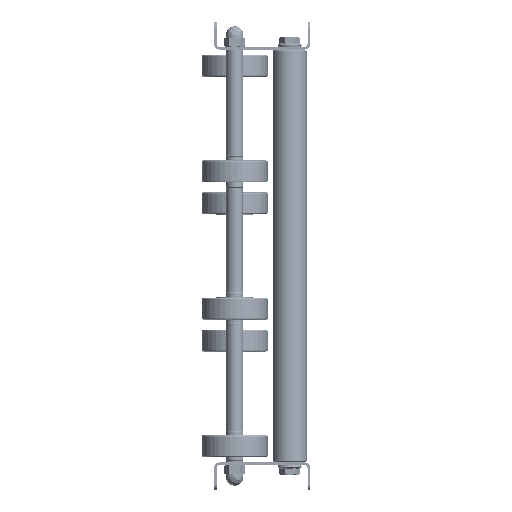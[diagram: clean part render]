
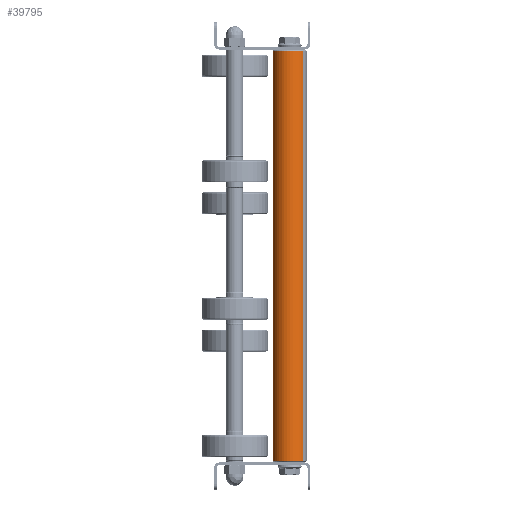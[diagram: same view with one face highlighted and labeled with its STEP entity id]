
A CAD part, left-side view. The second image highlights one B-rep face of the part: STEP entity #39795.
In plain terms, the highlighted cylindrical face has radius 12.5 mm (diameter 25 mm), a partial arc.
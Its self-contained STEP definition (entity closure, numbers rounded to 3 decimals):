
#797 = VECTOR ( 'NONE', #4394, 1000. ) ;
#1160 = DIRECTION ( 'NONE',  ( -1., 0., 0. ) ) ;
#1395 = CARTESIAN_POINT ( 'NONE',  ( 300., 0., 12.5 ) ) ;
#1905 = CARTESIAN_POINT ( 'NONE',  ( 1., 0., -12.5 ) ) ;
#4394 = DIRECTION ( 'NONE',  ( -1., 0., 0. ) ) ;
#5471 = EDGE_CURVE ( 'NONE', #40235, #26537, #30512, .T. ) ;
#7731 = CARTESIAN_POINT ( 'NONE',  ( 300., 0., 0. ) ) ;
#7816 = CARTESIAN_POINT ( 'NONE',  ( 300., 0., -12.5 ) ) ;
#8177 = EDGE_CURVE ( 'NONE', #37664, #26537, #27981, .T. ) ;
#9574 = CIRCLE ( 'NONE', #15042, 12.5 ) ;
#11041 = ORIENTED_EDGE ( 'NONE', *, *, #8177, .T. ) ;
#11142 = FACE_OUTER_BOUND ( 'NONE', #12581, .T. ) ;
#11357 = CYLINDRICAL_SURFACE ( 'NONE', #25638, 12.5 ) ;
#12570 = CARTESIAN_POINT ( 'NONE',  ( 1., 0., 0. ) ) ;
#12581 = EDGE_LOOP ( 'NONE', ( #15695, #21623, #39132, #11041 ) ) ;
#14246 = LINE ( 'NONE', #1395, #797 ) ;
#14353 = CARTESIAN_POINT ( 'NONE',  ( 299., 0., 12.5 ) ) ;
#15009 = EDGE_CURVE ( 'NONE', #27658, #37664, #14246, .T. ) ;
#15042 = AXIS2_PLACEMENT_3D ( 'NONE', #41930, #26067, #32913 ) ;
#15695 = ORIENTED_EDGE ( 'NONE', *, *, #5471, .F. ) ;
#17466 = VECTOR ( 'NONE', #1160, 1000. ) ;
#19000 = DIRECTION ( 'NONE',  ( 1., 0., 0. ) ) ;
#21623 = ORIENTED_EDGE ( 'NONE', *, *, #36072, .T. ) ;
#25638 = AXIS2_PLACEMENT_3D ( 'NONE', #7731, #37078, #30218 ) ;
#26067 = DIRECTION ( 'NONE',  ( -1., 0., 0. ) ) ;
#26537 = VERTEX_POINT ( 'NONE', #1905 ) ;
#27315 = CARTESIAN_POINT ( 'NONE',  ( 1., 0., 12.5 ) ) ;
#27658 = VERTEX_POINT ( 'NONE', #14353 ) ;
#27981 = CIRCLE ( 'NONE', #28685, 12.5 ) ;
#28685 = AXIS2_PLACEMENT_3D ( 'NONE', #12570, #19000, #29460 ) ;
#29460 = DIRECTION ( 'NONE',  ( 0., 0., -1. ) ) ;
#30218 = DIRECTION ( 'NONE',  ( 0., 0., 1. ) ) ;
#30512 = LINE ( 'NONE', #7816, #17466 ) ;
#32913 = DIRECTION ( 'NONE',  ( 0., 0., -1. ) ) ;
#36072 = EDGE_CURVE ( 'NONE', #40235, #27658, #9574, .T. ) ;
#36170 = CARTESIAN_POINT ( 'NONE',  ( 299., 0., -12.5 ) ) ;
#37078 = DIRECTION ( 'NONE',  ( -1., 0., 0. ) ) ;
#37664 = VERTEX_POINT ( 'NONE', #27315 ) ;
#39132 = ORIENTED_EDGE ( 'NONE', *, *, #15009, .T. ) ;
#39795 = ADVANCED_FACE ( 'NONE', ( #11142 ), #11357, .T. ) ;
#40235 = VERTEX_POINT ( 'NONE', #36170 ) ;
#41930 = CARTESIAN_POINT ( 'NONE',  ( 299., 0., 0. ) ) ;
